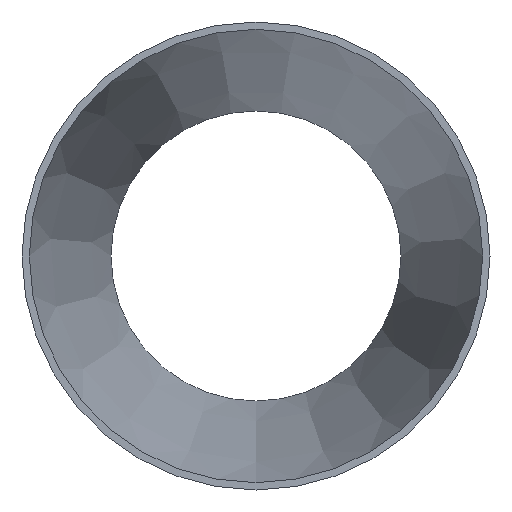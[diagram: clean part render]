
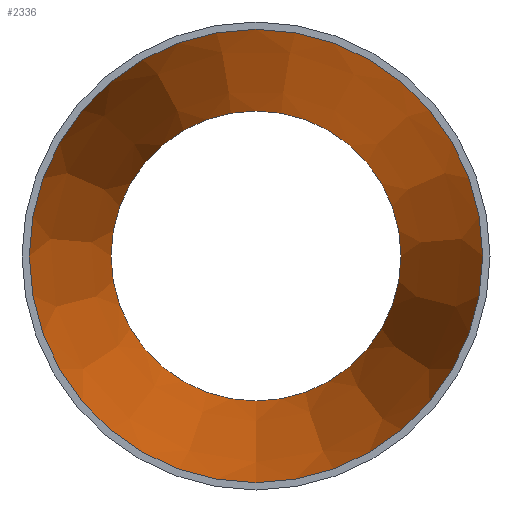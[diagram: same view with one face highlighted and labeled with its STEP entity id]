
A CAD part, front view. The second image highlights one B-rep face of the part: STEP entity #2336.
In plain terms, the highlighted conical face has half-angle 9.462 degrees and reference radius 62.472 mm.
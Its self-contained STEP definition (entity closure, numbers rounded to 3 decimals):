
#1992 = VERTEX_POINT ( 'NONE', #8395 ) ;
#2336 = ADVANCED_FACE ( 'NONE', ( #18868, #10248 ), #7954, .F. ) ;
#2552 = EDGE_CURVE ( 'NONE', #21158, #21158, #9033, .T. ) ;
#3884 = DIRECTION ( 'NONE',  ( 0., -1., 0. ) ) ;
#5885 = DIRECTION ( 'NONE',  ( 0., 0., -1. ) ) ;
#6273 = DIRECTION ( 'NONE',  ( 0., 0., -1. ) ) ;
#6903 = ORIENTED_EDGE ( 'NONE', *, *, #9782, .F. ) ;
#7954 = CONICAL_SURFACE ( 'NONE', #10119, 62.472, 0.165 ) ;
#8395 = CARTESIAN_POINT ( 'NONE',  ( 0., 135., -39.972 ) ) ;
#8565 = DIRECTION ( 'NONE',  ( 0., 0., -1. ) ) ;
#9033 = CIRCLE ( 'NONE', #17013, 62.472 ) ;
#9782 = EDGE_CURVE ( 'NONE', #1992, #1992, #18549, .T. ) ;
#10119 = AXIS2_PLACEMENT_3D ( 'NONE', #13330, #17182, #8565 ) ;
#10248 = FACE_OUTER_BOUND ( 'NONE', #17582, .T. ) ;
#10747 = ORIENTED_EDGE ( 'NONE', *, *, #2552, .T. ) ;
#11134 = CARTESIAN_POINT ( 'NONE',  ( 0., 0., 0. ) ) ;
#13330 = CARTESIAN_POINT ( 'NONE',  ( 0., 0., 0. ) ) ;
#14138 = CARTESIAN_POINT ( 'NONE',  ( 0., 0., -62.472 ) ) ;
#15387 = EDGE_LOOP ( 'NONE', ( #6903 ) ) ;
#15687 = CARTESIAN_POINT ( 'NONE',  ( 0., 135., 0. ) ) ;
#17013 = AXIS2_PLACEMENT_3D ( 'NONE', #11134, #19767, #6273 ) ;
#17182 = DIRECTION ( 'NONE',  ( 0., -1., 0. ) ) ;
#17582 = EDGE_LOOP ( 'NONE', ( #10747 ) ) ;
#18549 = CIRCLE ( 'NONE', #20358, 39.972 ) ;
#18868 = FACE_BOUND ( 'NONE', #15387, .T. ) ;
#19767 = DIRECTION ( 'NONE',  ( 0., -1., 0. ) ) ;
#20358 = AXIS2_PLACEMENT_3D ( 'NONE', #15687, #3884, #5885 ) ;
#21158 = VERTEX_POINT ( 'NONE', #14138 ) ;
